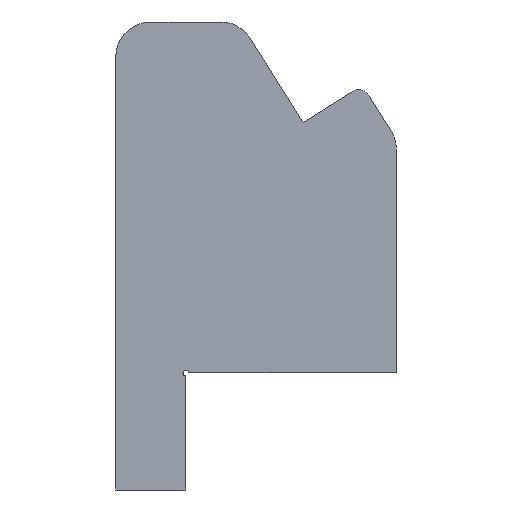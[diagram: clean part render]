
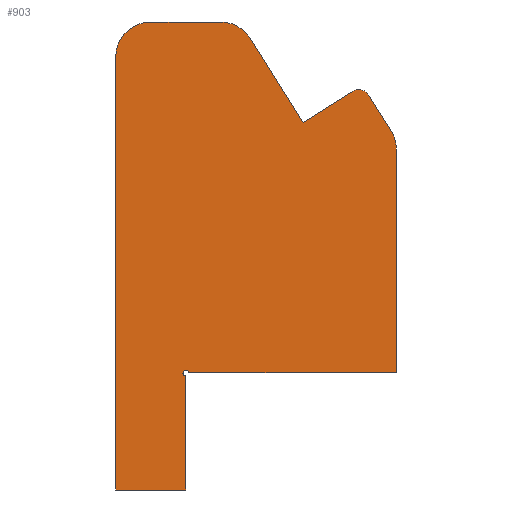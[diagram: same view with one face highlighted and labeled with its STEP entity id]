
A CAD part, front view. The second image highlights one B-rep face of the part: STEP entity #903.
In plain terms, the highlighted planar face has unit normal (0, -1, 0).
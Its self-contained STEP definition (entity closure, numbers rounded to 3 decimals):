
#23=CIRCLE('',#940,1.);
#24=CIRCLE('',#943,3.);
#25=CIRCLE('',#944,3.);
#26=CIRCLE('',#945,0.25);
#27=CIRCLE('',#946,3.);
#51=PLANE('',#942);
#92=FACE_OUTER_BOUND('',#140,.T.);
#140=EDGE_LOOP('',(#725,#726,#727,#728,#729,#730,#731,#732,#733,#734,#735,
#736,#737,#738));
#200=LINE('',#1728,#269);
#203=LINE('',#1734,#272);
#204=LINE('',#1736,#273);
#205=LINE('',#1740,#274);
#206=LINE('',#1744,#275);
#207=LINE('',#1746,#276);
#208=LINE('',#1748,#277);
#209=LINE('',#1752,#278);
#210=LINE('',#1754,#279);
#269=VECTOR('',#1027,10.);
#272=VECTOR('',#1032,10.);
#273=VECTOR('',#1033,10.);
#274=VECTOR('',#1036,10.);
#275=VECTOR('',#1039,10.);
#276=VECTOR('',#1040,10.);
#277=VECTOR('',#1041,10.);
#278=VECTOR('',#1044,10.);
#279=VECTOR('',#1045,10.);
#410=VERTEX_POINT('',#1721);
#411=VERTEX_POINT('',#1723);
#412=VERTEX_POINT('',#1727);
#414=VERTEX_POINT('',#1733);
#415=VERTEX_POINT('',#1735);
#416=VERTEX_POINT('',#1737);
#417=VERTEX_POINT('',#1739);
#418=VERTEX_POINT('',#1741);
#419=VERTEX_POINT('',#1743);
#420=VERTEX_POINT('',#1745);
#421=VERTEX_POINT('',#1747);
#422=VERTEX_POINT('',#1749);
#423=VERTEX_POINT('',#1751);
#424=VERTEX_POINT('',#1753);
#528=EDGE_CURVE('',#410,#411,#23,.T.);
#530=EDGE_CURVE('',#412,#411,#200,.T.);
#533=EDGE_CURVE('',#410,#414,#203,.T.);
#534=EDGE_CURVE('',#414,#415,#204,.T.);
#535=EDGE_CURVE('',#416,#415,#24,.T.);
#536=EDGE_CURVE('',#416,#417,#205,.T.);
#537=EDGE_CURVE('',#418,#417,#25,.T.);
#538=EDGE_CURVE('',#418,#419,#206,.T.);
#539=EDGE_CURVE('',#419,#420,#207,.T.);
#540=EDGE_CURVE('',#420,#421,#208,.T.);
#541=EDGE_CURVE('',#421,#422,#26,.T.);
#542=EDGE_CURVE('',#422,#423,#209,.T.);
#543=EDGE_CURVE('',#423,#424,#210,.T.);
#544=EDGE_CURVE('',#412,#424,#27,.T.);
#725=ORIENTED_EDGE('',*,*,#528,.F.);
#726=ORIENTED_EDGE('',*,*,#533,.T.);
#727=ORIENTED_EDGE('',*,*,#534,.T.);
#728=ORIENTED_EDGE('',*,*,#535,.F.);
#729=ORIENTED_EDGE('',*,*,#536,.T.);
#730=ORIENTED_EDGE('',*,*,#537,.F.);
#731=ORIENTED_EDGE('',*,*,#538,.T.);
#732=ORIENTED_EDGE('',*,*,#539,.T.);
#733=ORIENTED_EDGE('',*,*,#540,.T.);
#734=ORIENTED_EDGE('',*,*,#541,.T.);
#735=ORIENTED_EDGE('',*,*,#542,.T.);
#736=ORIENTED_EDGE('',*,*,#543,.T.);
#737=ORIENTED_EDGE('',*,*,#544,.F.);
#738=ORIENTED_EDGE('',*,*,#530,.T.);
#903=ADVANCED_FACE('',(#92),#51,.T.);
#940=AXIS2_PLACEMENT_3D('',#1724,#1022,#1023);
#942=AXIS2_PLACEMENT_3D('',#1732,#1030,#1031);
#943=AXIS2_PLACEMENT_3D('',#1738,#1034,#1035);
#944=AXIS2_PLACEMENT_3D('',#1742,#1037,#1038);
#945=AXIS2_PLACEMENT_3D('',#1750,#1042,#1043);
#946=AXIS2_PLACEMENT_3D('',#1755,#1046,#1047);
#1022=DIRECTION('center_axis',(0.,1.,0.));
#1023=DIRECTION('ref_axis',(0.223,0.,0.975));
#1027=DIRECTION('',(-0.531,0.,0.847));
#1030=DIRECTION('center_axis',(0.,-1.,0.));
#1031=DIRECTION('ref_axis',(0.,0.,1.));
#1032=DIRECTION('',(-0.847,0.,-0.531));
#1033=DIRECTION('',(-0.531,0.,0.847));
#1034=DIRECTION('center_axis',(0.,1.,0.));
#1035=DIRECTION('ref_axis',(0.484,0.,0.875));
#1036=DIRECTION('',(-1.,0.,0.));
#1037=DIRECTION('center_axis',(0.,1.,0.));
#1038=DIRECTION('ref_axis',(-0.707,0.,0.707));
#1039=DIRECTION('',(0.,0.,-1.));
#1040=DIRECTION('',(1.,0.,0.));
#1041=DIRECTION('',(0.,0.,1.));
#1042=DIRECTION('center_axis',(0.,1.,0.));
#1043=DIRECTION('ref_axis',(1.,0.,0.));
#1044=DIRECTION('',(1.,0.,0.));
#1045=DIRECTION('',(0.,0.,1.));
#1046=DIRECTION('center_axis',(0.,1.,0.));
#1047=DIRECTION('ref_axis',(0.961,0.,0.277));
#1721=CARTESIAN_POINT('',(387.55,308.625,-69.006));
#1723=CARTESIAN_POINT('',(388.928,308.625,-69.321));
#1724=CARTESIAN_POINT('Origin',(388.081,308.625,-69.853));
#1727=CARTESIAN_POINT('',(390.824,308.625,-72.344));
#1728=CARTESIAN_POINT('',(393.206,308.625,-76.139));
#1732=CARTESIAN_POINT('Origin',(367.3,308.625,-103.075));
#1733=CARTESIAN_POINT('',(383.314,308.625,-71.663));
#1734=CARTESIAN_POINT('',(370.498,308.625,-79.704));
#1735=CARTESIAN_POINT('',(378.808,308.625,-64.481));
#1736=CARTESIAN_POINT('',(385.429,308.625,-75.034));
#1737=CARTESIAN_POINT('',(376.267,308.625,-63.075));
#1738=CARTESIAN_POINT('Origin',(376.267,308.625,-66.075));
#1739=CARTESIAN_POINT('',(370.3,308.625,-63.075));
#1740=CARTESIAN_POINT('',(367.3,308.625,-63.075));
#1741=CARTESIAN_POINT('',(367.3,308.625,-66.075));
#1742=CARTESIAN_POINT('Origin',(370.3,308.625,-66.075));
#1743=CARTESIAN_POINT('',(367.3,308.625,-103.075));
#1744=CARTESIAN_POINT('',(367.3,308.625,-103.075));
#1745=CARTESIAN_POINT('',(373.3,308.625,-103.075));
#1746=CARTESIAN_POINT('',(370.3,308.625,-103.075));
#1747=CARTESIAN_POINT('',(373.3,308.625,-93.325));
#1748=CARTESIAN_POINT('',(373.3,308.625,-98.075));
#1749=CARTESIAN_POINT('',(373.55,308.625,-93.075));
#1750=CARTESIAN_POINT('Origin',(373.3,308.625,-93.075));
#1751=CARTESIAN_POINT('',(391.283,308.625,-93.075));
#1752=CARTESIAN_POINT('',(379.292,308.625,-93.075));
#1753=CARTESIAN_POINT('',(391.283,308.625,-73.938));
#1754=CARTESIAN_POINT('',(391.283,308.625,-88.075));
#1755=CARTESIAN_POINT('Origin',(388.283,308.625,-73.938));
